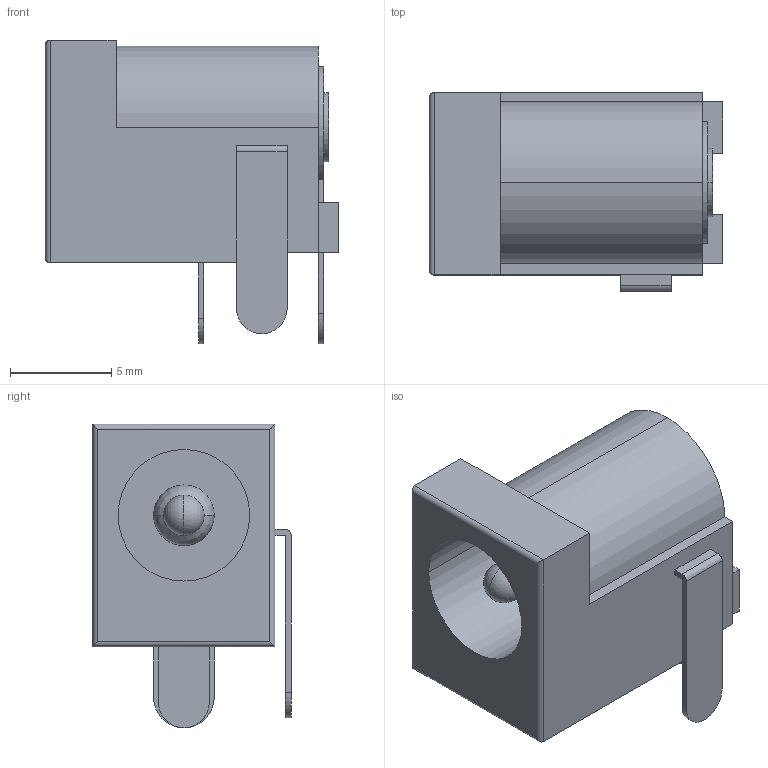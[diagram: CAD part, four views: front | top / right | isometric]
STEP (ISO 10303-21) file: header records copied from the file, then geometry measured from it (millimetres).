
FILE_DESCRIPTION(('FreeCAD Model'),'2;1');
FILE_NAME( 'User Library-DC_JACK.step', '2016-11-04T10:38:10',('Author'),(''), 'Open CASCADE STEP processor 6.8','FreeCAD','Unknown');
FILE_SCHEMA(('AUTOMOTIVE_DESIGN_CC2 { 1 2 10303 214 -1 1 5 4 }'));
Length unit declared in the file: millimetre
Products named in the file (2): ASSEMBLY; User_Library-DC_JACK
Assembly tree (1 placements, depth 2):
  ASSEMBLY
    User_Library-DC_JACK
Bounding box: 14.5 x 9.8 x 15 mm (x, y, z)
Volume: 956.8 mm3; surface area: 1052.3 mm2
Topology: 1 solids, 1 shells, 72 faces, 175 edges, 110 vertices
Faces by surface type: plane 39, cylinder 25, torus 4, sphere 2, revolution 2
Entity records: 7812 total; most frequent: CARTESIAN_POINT 3945, DIRECTION 576, ORIENTED_EDGE 346, PCURVE 346, DEFINITIONAL_REPRESENTATION 346, LINE 292, VECTOR 292, EDGE_CURVE 173
